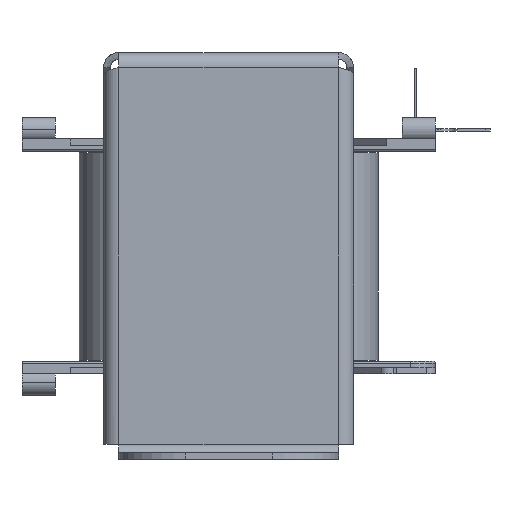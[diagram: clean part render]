
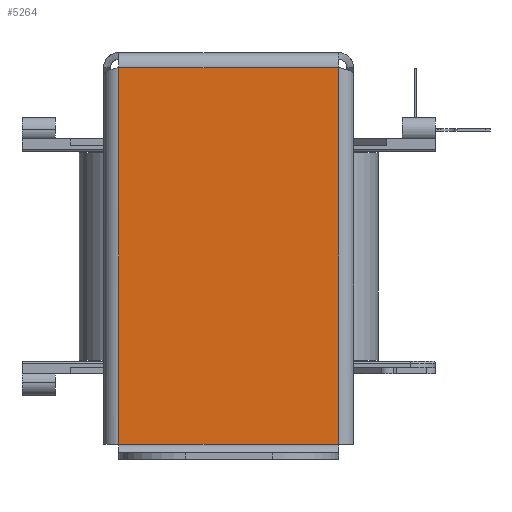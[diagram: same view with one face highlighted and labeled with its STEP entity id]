
A CAD part, left-side view. The second image highlights one B-rep face of the part: STEP entity #5264.
In plain terms, the highlighted planar face has unit normal (-1, 0, 0).
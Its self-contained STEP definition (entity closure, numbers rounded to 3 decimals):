
#258 = VECTOR ( 'NONE', #17380, 1000. ) ;
#813 = EDGE_LOOP ( 'NONE', ( #9855, #5603, #13196, #9929 ) ) ;
#986 = VERTEX_POINT ( 'NONE', #10198 ) ;
#1405 = DIRECTION ( 'NONE',  ( 0., -1., 0. ) ) ;
#1853 = FACE_OUTER_BOUND ( 'NONE', #813, .T. ) ;
#1974 = VECTOR ( 'NONE', #14921, 1000. ) ;
#2785 = CARTESIAN_POINT ( 'NONE',  ( -30., 0., -13.25 ) ) ;
#2986 = DIRECTION ( 'NONE',  ( 0., 0., 1. ) ) ;
#3260 = CARTESIAN_POINT ( 'NONE',  ( -30., -46.2, 0. ) ) ;
#4014 = VERTEX_POINT ( 'NONE', #6308 ) ;
#4785 = PLANE ( 'NONE',  #6297 ) ;
#5264 = ADVANCED_FACE ( 'NONE', ( #1853 ), #4785, .F. ) ;
#5415 = CARTESIAN_POINT ( 'NONE',  ( -30., -0.8, 13.25 ) ) ;
#5603 = ORIENTED_EDGE ( 'NONE', *, *, #16045, .T. ) ;
#6297 = AXIS2_PLACEMENT_3D ( 'NONE', #12854, #7443, #8997 ) ;
#6308 = CARTESIAN_POINT ( 'NONE',  ( -30., -46.2, 13.25 ) ) ;
#6575 = LINE ( 'NONE', #9329, #1974 ) ;
#7443 = DIRECTION ( 'NONE',  ( 1., 0., 0. ) ) ;
#7580 = EDGE_CURVE ( 'NONE', #17814, #15420, #6575, .T. ) ;
#8142 = VECTOR ( 'NONE', #1405, 1000. ) ;
#8643 = LINE ( 'NONE', #3260, #11803 ) ;
#8879 = LINE ( 'NONE', #15921, #258 ) ;
#8997 = DIRECTION ( 'NONE',  ( 0., 1., 0. ) ) ;
#9329 = CARTESIAN_POINT ( 'NONE',  ( -30., -0.8, 13.25 ) ) ;
#9855 = ORIENTED_EDGE ( 'NONE', *, *, #7580, .F. ) ;
#9929 = ORIENTED_EDGE ( 'NONE', *, *, #16091, .T. ) ;
#10198 = CARTESIAN_POINT ( 'NONE',  ( -30., -46.2, -13.25 ) ) ;
#11803 = VECTOR ( 'NONE', #2986, 1000. ) ;
#12854 = CARTESIAN_POINT ( 'NONE',  ( -30., 0., 0. ) ) ;
#13196 = ORIENTED_EDGE ( 'NONE', *, *, #17330, .T. ) ;
#14308 = CARTESIAN_POINT ( 'NONE',  ( -30., -0.8, -13.25 ) ) ;
#14921 = DIRECTION ( 'NONE',  ( 0., 0., 1. ) ) ;
#15315 = LINE ( 'NONE', #2785, #8142 ) ;
#15420 = VERTEX_POINT ( 'NONE', #5415 ) ;
#15921 = CARTESIAN_POINT ( 'NONE',  ( -30., 0., 13.25 ) ) ;
#16045 = EDGE_CURVE ( 'NONE', #17814, #986, #15315, .T. ) ;
#16091 = EDGE_CURVE ( 'NONE', #4014, #15420, #8879, .T. ) ;
#17330 = EDGE_CURVE ( 'NONE', #986, #4014, #8643, .T. ) ;
#17380 = DIRECTION ( 'NONE',  ( 0., 1., 0. ) ) ;
#17814 = VERTEX_POINT ( 'NONE', #14308 ) ;
